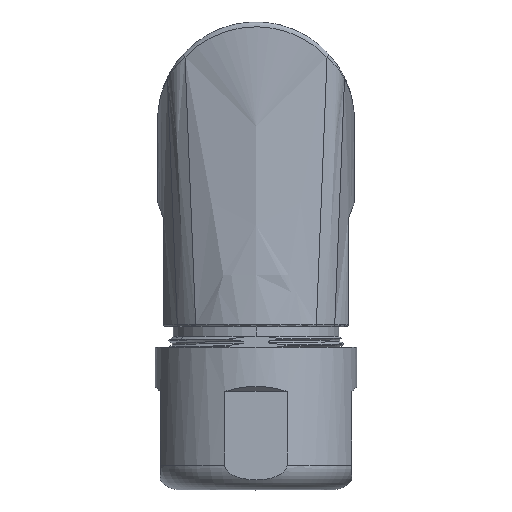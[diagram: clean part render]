
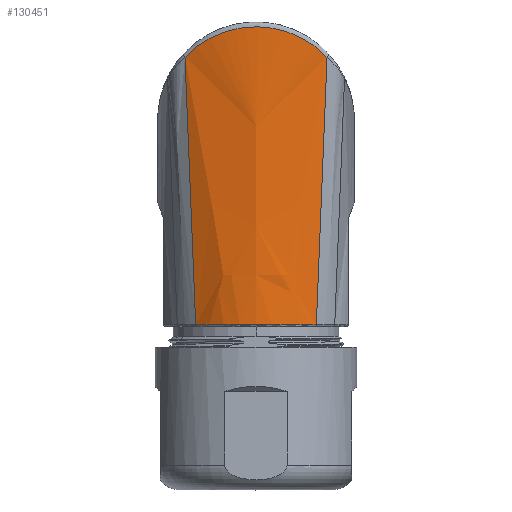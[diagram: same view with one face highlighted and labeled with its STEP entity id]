
A CAD part, top view. The second image highlights one B-rep face of the part: STEP entity #130451.
In plain terms, the highlighted free-form (B-spline) face has degree [3, 3] with [7, 4] control points.
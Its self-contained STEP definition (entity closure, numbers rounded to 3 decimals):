
#49071=CARTESIAN_POINT('',(-6.137,-20.813,
7.91));
#49072=CARTESIAN_POINT('',(-5.705,-20.811,
8.244));
#49073=CARTESIAN_POINT('',(-4.784,-20.808,
8.842));
#49074=CARTESIAN_POINT('',(-3.267,-20.805,
9.505));
#49075=CARTESIAN_POINT('',(-1.657,-20.803,
9.911));
#49076=CARTESIAN_POINT('',(0.001,-20.803,
10.048));
#49077=CARTESIAN_POINT('',(1.658,-20.803,
9.911));
#49078=CARTESIAN_POINT('',(3.268,-20.805,
9.504));
#49079=CARTESIAN_POINT('',(4.785,-20.808,
8.841));
#49080=CARTESIAN_POINT('',(5.705,-20.811,
8.243));
#49081=CARTESIAN_POINT('',(6.137,-20.813,
7.91));
#49188=CARTESIAN_POINT('',(-7.228,6.419,
9.231));
#49190=DIRECTION('',(0.04,-0.998,-0.048));
#49191=VECTOR('',#49190,27.286);
#49192=CARTESIAN_POINT('',(-7.228,6.419,
9.231));
#49193=LINE('',#49192,#49191);
#49194=CARTESIAN_POINT('',(-7.228,6.419,
9.231));
#49195=CARTESIAN_POINT('',(-6.317,7.369,
9.593));
#49196=CARTESIAN_POINT('',(-4.089,8.923,
10.218));
#49197=CARTESIAN_POINT('',(0.,9.777,
10.564));
#49198=CARTESIAN_POINT('',(4.089,8.924,10.218));
#49199=CARTESIAN_POINT('',(6.317,7.37,9.593));
#49200=CARTESIAN_POINT('',(7.228,6.42,9.231));
#49202=DIRECTION('',(-0.04,-0.998,-0.048));
#49203=VECTOR('',#49202,27.287);
#49204=CARTESIAN_POINT('',(7.228,6.42,9.231));
#49205=LINE('',#49204,#49203);
#63925=CARTESIAN_POINT('',(6.137,-20.813,
7.91));
#63926=VERTEX_POINT('',#63925);
#63927=CARTESIAN_POINT('',(-6.137,-20.813,
7.91));
#63928=VERTEX_POINT('',#63927);
#63932=VERTEX_POINT('',#49188);
#63933=VERTEX_POINT('',#49200);
#130414=CARTESIAN_POINT('',(6.318,-21.419,
7.715));
#130415=CARTESIAN_POINT('',(6.766,-10.913,
8.251));
#130416=CARTESIAN_POINT('',(7.214,-0.407,
8.788));
#130417=CARTESIAN_POINT('',(7.661,10.099,
9.324));
#130418=CARTESIAN_POINT('',(6.251,-21.419,
7.771));
#130419=CARTESIAN_POINT('',(6.689,-10.913,
8.298));
#130420=CARTESIAN_POINT('',(7.128,-0.407,
8.826));
#130421=CARTESIAN_POINT('',(7.566,10.099,
9.353));
#130422=CARTESIAN_POINT('',(4.473,-21.419,
9.206));
#130423=CARTESIAN_POINT('',(4.676,-10.913,
9.5));
#130424=CARTESIAN_POINT('',(4.879,-0.407,
9.795));
#130425=CARTESIAN_POINT('',(5.082,10.099,
10.089));
#130426=CARTESIAN_POINT('',(0.,-21.419,
10.751));
#130427=CARTESIAN_POINT('',(0.,-10.913,
10.771));
#130428=CARTESIAN_POINT('',(0.,-0.407,
10.791));
#130429=CARTESIAN_POINT('',(0.,10.099,
10.811));
#130430=CARTESIAN_POINT('',(-4.473,-21.419,
9.206));
#130431=CARTESIAN_POINT('',(-4.676,-10.913,
9.5));
#130432=CARTESIAN_POINT('',(-4.879,-0.407,
9.795));
#130433=CARTESIAN_POINT('',(-5.082,10.099,
10.089));
#130434=CARTESIAN_POINT('',(-6.251,-21.419,
7.771));
#130435=CARTESIAN_POINT('',(-6.689,-10.913,
8.298));
#130436=CARTESIAN_POINT('',(-7.128,-0.407,
8.826));
#130437=CARTESIAN_POINT('',(-7.566,10.099,
9.353));
#130438=CARTESIAN_POINT('',(-6.318,-21.419,
7.715));
#130439=CARTESIAN_POINT('',(-6.766,-10.913,
8.251));
#130440=CARTESIAN_POINT('',(-7.214,-0.407,
8.788));
#130441=CARTESIAN_POINT('',(-7.661,10.099,
9.324));
#130442=B_SPLINE_SURFACE_WITH_KNOTS('',3,3,((#130414,#130415,#130416,#130417),(
#130418,#130419,#130420,#130421),(#130422,#130423,#130424,#130425),(#130426,
#130427,#130428,#130429),(#130430,#130431,#130432,#130433),(#130434,#130435,
#130436,#130437),(#130438,#130439,#130440,#130441)),.UNSPECIFIED.,.F.,.F.,.F.,
(4,1,1,1,4),(4,4),(-0.02,0.,0.5,1.,1.02),(
0.,1.),.UNSPECIFIED.);
#130444=ORIENTED_EDGE('',*,*,#130443,.T.);
#130446=ORIENTED_EDGE('',*,*,#130445,.T.);
#130447=ORIENTED_EDGE('',*,*,#130082,.F.);
#130448=ORIENTED_EDGE('',*,*,#130407,.F.);
#130449=EDGE_LOOP('',(#130444,#130446,#130447,#130448));
#130450=FACE_OUTER_BOUND('',#130449,.F.);
#49082=B_SPLINE_CURVE_WITH_KNOTS('',3,(#49071,#49072,#49073,#49074,#49075,
#49076,#49077,#49078,#49079,#49080,#49081),.UNSPECIFIED.,.F.,.F.,(4,1,1,1,1,1,1,
1,4),(0.,0.125,0.25,0.375,0.5,0.625,0.75,0.875,1.),
.UNSPECIFIED.);
#49201=B_SPLINE_CURVE_WITH_KNOTS('',3,(#49194,#49195,#49196,#49197,#49198,
#49199,#49200),.UNSPECIFIED.,.F.,.F.,(4,1,1,1,4),(0.,0.25,0.5,0.75,
1.),.UNSPECIFIED.);
#130082=EDGE_CURVE('',#63928,#63926,#49082,.T.);
#130407=EDGE_CURVE('',#63932,#63928,#49193,.T.);
#130443=EDGE_CURVE('',#63932,#63933,#49201,.T.);
#130445=EDGE_CURVE('',#63933,#63926,#49205,.T.);
#130451=ADVANCED_FACE('',(#130450),#130442,.F.);
